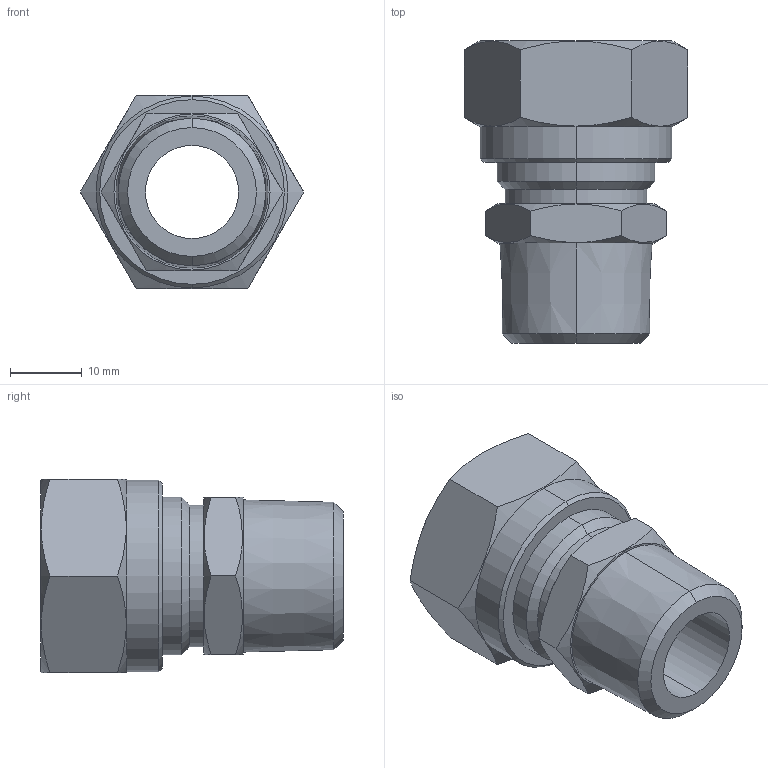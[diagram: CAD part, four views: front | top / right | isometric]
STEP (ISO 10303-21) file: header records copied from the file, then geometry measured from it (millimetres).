
FILE_DESCRIPTION (( 'STEP AP203' ), '1' );
FILE_NAME ('03010084.STEP', '2011-10-27T13:52:41', ( '' ), ( 'sopra-pneumatic' ), 'SwSTEP 2.0', 'SolidWorks 2011', '' );
FILE_SCHEMA (( 'CONFIG_CONTROL_DESIGN' ));
Length unit declared in the file: millimetre
Products named in the file (1): 03010084
Bounding box: 31.18 x 42.26 x 27 mm (x, y, z)
Volume: 12884.7 mm3; surface area: 6064.4 mm2
Topology: 1 solids, 1 shells, 46 faces, 108 edges, 68 vertices
Faces by surface type: cone 18, plane 18, cylinder 10
Entity records: 1609 total; most frequent: CARTESIAN_POINT 503, ORIENTED_EDGE 216, DIRECTION 206, EDGE_CURVE 108, AXIS2_PLACEMENT_3D 83, VERTEX_POINT 68, EDGE_LOOP 52, FACE_OUTER_BOUND 46
